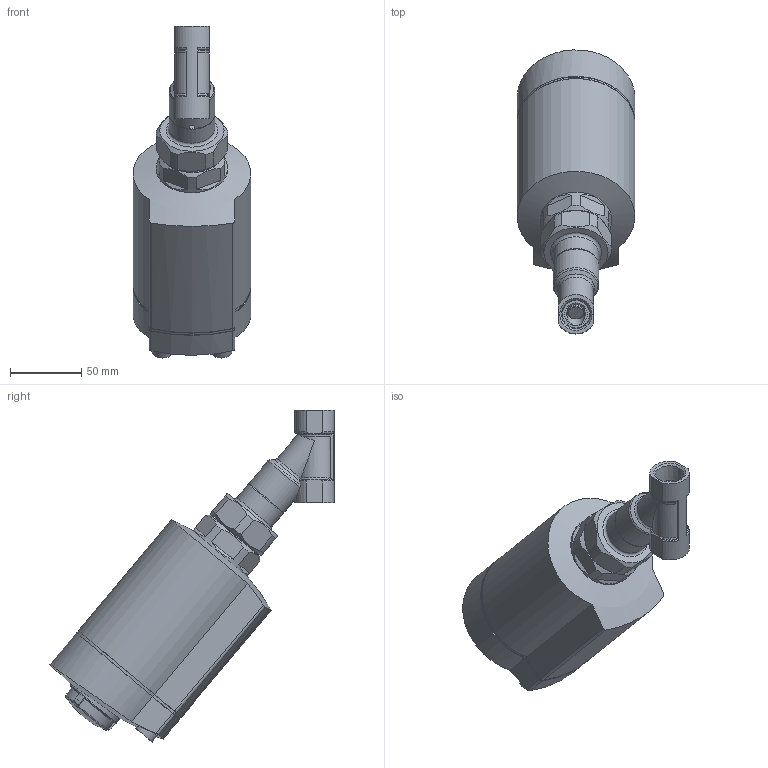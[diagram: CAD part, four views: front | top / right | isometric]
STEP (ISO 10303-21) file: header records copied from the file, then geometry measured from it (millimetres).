
FILE_DESCRIPTION(/* description */ ('STEP AP214'),/* implementation_level */ '2;1');
FILE_NAME(/* name */ '8060521_VZXA-A-TS7-3_4-M2-V14T-16-K-75-20-PR-V4',/* time_stamp */ '2024-09-18T11:28:33+02:00',/* author */ ('License CC BY-ND 4.0'),/* organization */ ('CADENAS'),/* preprocessor_version */ 'ST-DEVELOPER v19.3',/* originating_system */ 'PARTsolutions',/* authorisation */ ' ');
FILE_SCHEMA (('AUTOMOTIVE_DESIGN {1 0 10303 214 3 1 1}'));
Length unit declared in the file: millimetre
Products named in the file (6): 8060521 VZXA-A-TS7-3/4-M2-V14T-16-K-75-20-PR-V4---(0); 3539411 VZZA---T-S7-13-M2-V14-T; 8083964 DFPK-75-20-PR-V4_housing---(0); 3539412 DFPK-75---(-_V4cap); 2284889 DFPK---(cover); 3465682 DFP_ec
Assembly tree (5 placements, depth 2):
  8060521 VZXA-A-TS7-3/4-M2-V14T-16-K-75-20-PR-V4---(0)
    3539411 VZZA---T-S7-13-M2-V14-T
    8083964 DFPK-75-20-PR-V4_housing---(0)
    3539412 DFPK-75---(-_V4cap)
    2284889 DFPK---(cover)
    3465682 DFP_ec
Bounding box: 82.48 x 199 x 232.31 mm (x, y, z)
Volume: 844844.3 mm3; surface area: 123862.1 mm2
Topology: 5 solids, 6 shells, 462 faces, 1125 edges, 721 vertices
Faces by surface type: plane 175, cylinder 135, cone 79, torus 64, sphere 9
Full cylindrical faces by diameter (mm): 3 x2, 4 x2, 5.8 x2, 6 x2, 7 x2, 7.2 x2, 8.2 x1, 8.376 x1, 8.566 x2, 9.8 x1, 10 x4, 10.15 x2, 11 x1, 11.8 x1, 15 x2, 16 x5, 16.2 x1, 18.2 x1, 20 x1, 28 x1, 28.5 x1, 32 x2, 33.1 x1, 33.376 x1, 33.835 x1, 36 x1, 37 x2, 37.8 x1, 37.835 x1, 38 x1
Entity records: 14111 total; most frequent: CARTESIAN_POINT 2903, DIRECTION 2126, ORIENTED_EDGE 1830, AXIS2_PLACEMENT_3D 931, EDGE_CURVE 915, VERTEX_POINT 673, FACE_BOUND 672, EDGE_LOOP 669
